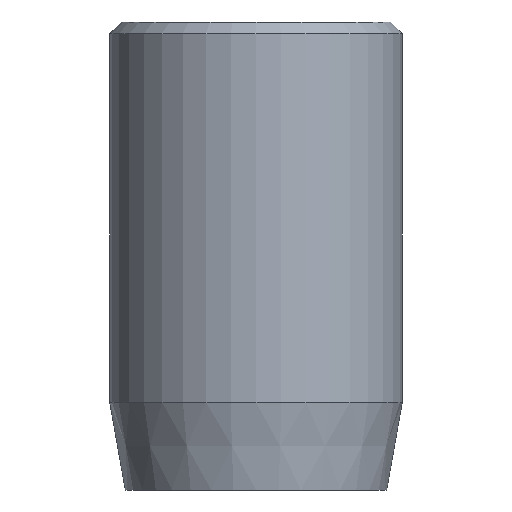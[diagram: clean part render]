
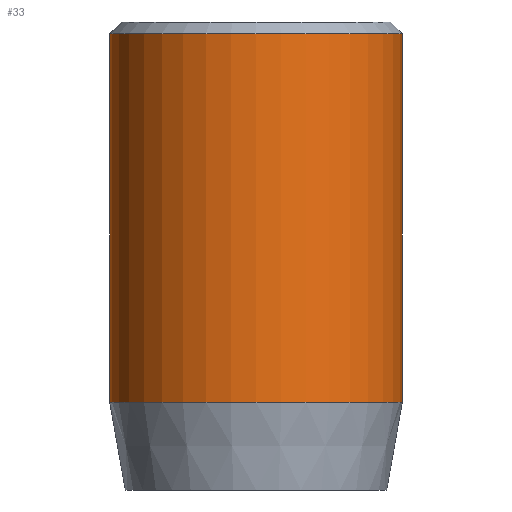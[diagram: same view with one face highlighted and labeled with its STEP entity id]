
A CAD part, front view. The second image highlights one B-rep face of the part: STEP entity #33.
In plain terms, the highlighted cylindrical face has radius 2.5 mm (diameter 5 mm), a partial arc.
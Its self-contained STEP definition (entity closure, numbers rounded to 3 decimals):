
#20 = EDGE_CURVE ( 'NONE', #875, #1177, #303, .T. ) ;
#33 = ADVANCED_FACE ( 'NONE', ( #37 ), #518, .T. ) ;
#37 = FACE_OUTER_BOUND ( 'NONE', #672, .T. ) ;
#40 = AXIS2_PLACEMENT_3D ( 'NONE', #1063, #1060, #1055 ) ;
#48 = CARTESIAN_POINT ( 'NONE',  ( 2.5, 0., 1.5 ) ) ;
#78 = DIRECTION ( 'NONE',  ( 0., 0., -1. ) ) ;
#82 = ORIENTED_EDGE ( 'NONE', *, *, #819, .T. ) ;
#84 = AXIS2_PLACEMENT_3D ( 'NONE', #828, #825, #820 ) ;
#88 = CIRCLE ( 'NONE', #84, 2.5 ) ;
#103 = VERTEX_POINT ( 'NONE', #438 ) ;
#108 = CARTESIAN_POINT ( 'NONE',  ( -2.5, 0., 8. ) ) ;
#199 = VECTOR ( 'NONE', #1168, 1000. ) ;
#251 = AXIS2_PLACEMENT_3D ( 'NONE', #1100, #1036, #1112 ) ;
#294 = EDGE_CURVE ( 'NONE', #103, #859, #88, .T. ) ;
#303 = CIRCLE ( 'NONE', #40, 2.5 ) ;
#357 = CARTESIAN_POINT ( 'NONE',  ( 2.5, 0., 7.8 ) ) ;
#361 = CARTESIAN_POINT ( 'NONE',  ( 2.5, 0., 8. ) ) ;
#438 = CARTESIAN_POINT ( 'NONE',  ( -2.5, 0., 1.5 ) ) ;
#518 = CYLINDRICAL_SURFACE ( 'NONE', #251, 2.5 ) ;
#584 = ORIENTED_EDGE ( 'NONE', *, *, #1041, .F. ) ;
#589 = VECTOR ( 'NONE', #78, 1000. ) ;
#672 = EDGE_LOOP ( 'NONE', ( #584, #1155, #82, #1197 ) ) ;
#819 = EDGE_CURVE ( 'NONE', #1177, #103, #822, .T. ) ;
#820 = DIRECTION ( 'NONE',  ( 1., 0., 0. ) ) ;
#822 = LINE ( 'NONE', #108, #589 ) ;
#825 = DIRECTION ( 'NONE',  ( 0., 0., 1. ) ) ;
#828 = CARTESIAN_POINT ( 'NONE',  ( 0., 0., 1.5 ) ) ;
#859 = VERTEX_POINT ( 'NONE', #48 ) ;
#875 = VERTEX_POINT ( 'NONE', #357 ) ;
#1019 = CARTESIAN_POINT ( 'NONE',  ( -2.5, 0., 7.8 ) ) ;
#1036 = DIRECTION ( 'NONE',  ( 0., 0., -1. ) ) ;
#1041 = EDGE_CURVE ( 'NONE', #875, #859, #1164, .T. ) ;
#1055 = DIRECTION ( 'NONE',  ( 1., 0., 0. ) ) ;
#1060 = DIRECTION ( 'NONE',  ( 0., 0., -1. ) ) ;
#1063 = CARTESIAN_POINT ( 'NONE',  ( 0., 0., 7.8 ) ) ;
#1100 = CARTESIAN_POINT ( 'NONE',  ( 0., 0., 8. ) ) ;
#1112 = DIRECTION ( 'NONE',  ( -1., 0., 0. ) ) ;
#1155 = ORIENTED_EDGE ( 'NONE', *, *, #20, .T. ) ;
#1164 = LINE ( 'NONE', #361, #199 ) ;
#1168 = DIRECTION ( 'NONE',  ( 0., 0., -1. ) ) ;
#1177 = VERTEX_POINT ( 'NONE', #1019 ) ;
#1197 = ORIENTED_EDGE ( 'NONE', *, *, #294, .T. ) ;
